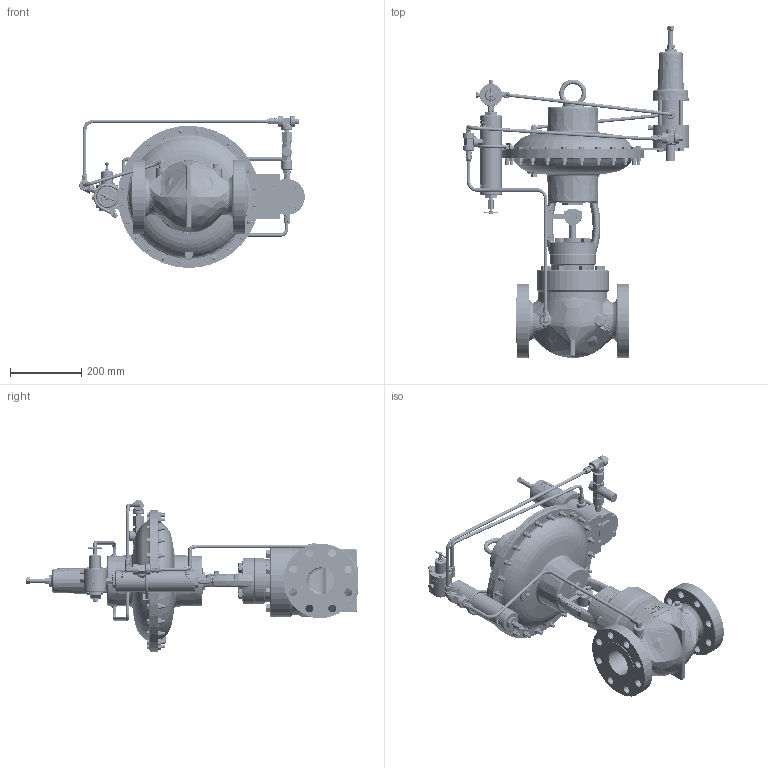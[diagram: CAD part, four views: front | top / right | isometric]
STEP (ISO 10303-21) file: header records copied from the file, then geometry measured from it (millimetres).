
FILE_DESCRIPTION (( 'STEP AP203' ), '1' );
FILE_NAME ('3 INCH PBPO PC HPBP 600RF (75-150HPBP).STEP', '2017-10-17T18:20:53', ( '' ), ( '' ), 'SwSTEP 2.0', 'SolidWorks 2016', '' );
FILE_SCHEMA (( 'CONFIG_CONTROL_DESIGN' ));
Length unit declared in the file: inch
Products named in the file (1): 3 INCH PBPO PC HPBP  600RF (75-150HPBP)
Bounding box: 634.8 x 934.34 x 427.55 mm (x, y, z)
Volume: 23701747 mm3; surface area: 2457505.9 mm2
Topology: 186 solids, 186 shells, 6827 faces, 16096 edges, 9919 vertices
Faces by surface type: plane 2618, cone 1412, bspline 1372, cylinder 998, torus 344, sphere 83
Entity records: 412359 total; most frequent: CARTESIAN_POINT 268786, ORIENTED_EDGE 32020, DIRECTION 25947, EDGE_CURVE 16010, AXIS2_PLACEMENT_3D 10171, VERTEX_POINT 9917, EDGE_LOOP 7245, ADVANCED_FACE 6827
